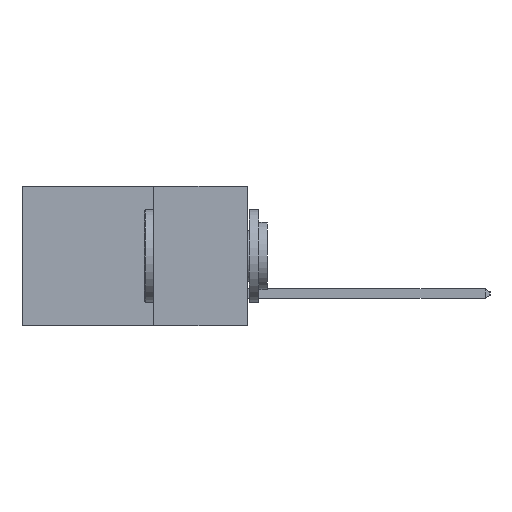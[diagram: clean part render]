
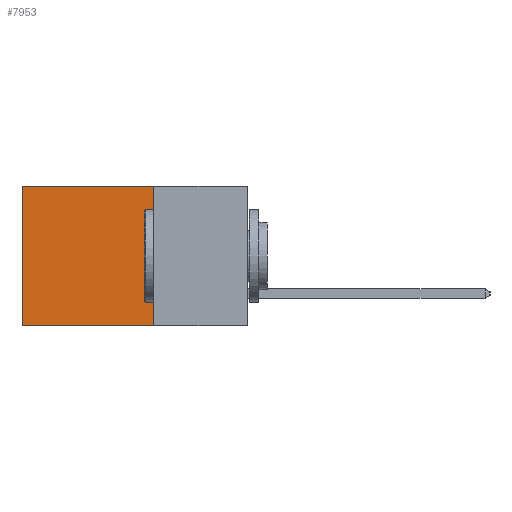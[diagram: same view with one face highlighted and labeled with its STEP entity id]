
A CAD part, left-side view. The second image highlights one B-rep face of the part: STEP entity #7953.
In plain terms, the highlighted planar face has unit normal (-1, 0, 0).
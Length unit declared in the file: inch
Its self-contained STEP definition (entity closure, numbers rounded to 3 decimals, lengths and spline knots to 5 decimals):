
#225 = CARTESIAN_POINT ( 'NONE',  ( 0.298, 0.25, -0.37 ) ) ;
#516 = VERTEX_POINT ( 'NONE', #1748 ) ;
#572 = VERTEX_POINT ( 'NONE', #225 ) ;
#1698 = VECTOR ( 'NONE', #5235, 39.37008 ) ;
#1748 = CARTESIAN_POINT ( 'NONE',  ( 0.298, 0.6, -0.37 ) ) ;
#1752 = VECTOR ( 'NONE', #10869, 39.37008 ) ;
#2517 = CARTESIAN_POINT ( 'NONE',  ( 0.298, 0.25, 0. ) ) ;
#2649 = VECTOR ( 'NONE', #2947, 39.37008 ) ;
#2947 = DIRECTION ( 'NONE',  ( 0., 0., -1. ) ) ;
#3989 = EDGE_CURVE ( 'NONE', #6477, #572, #13268, .T. ) ;
#4115 = VERTEX_POINT ( 'NONE', #16821 ) ;
#4365 = CARTESIAN_POINT ( 'NONE',  ( 0.298, 0.6, 0. ) ) ;
#4460 = CARTESIAN_POINT ( 'NONE',  ( 0.298, 0.25, 0. ) ) ;
#4861 = VECTOR ( 'NONE', #9236, 39.37008 ) ;
#5235 = DIRECTION ( 'NONE',  ( 0., 1., 0. ) ) ;
#6432 = EDGE_CURVE ( 'NONE', #4115, #516, #13344, .T. ) ;
#6477 = VERTEX_POINT ( 'NONE', #2517 ) ;
#6860 = ORIENTED_EDGE ( 'NONE', *, *, #6432, .T. ) ;
#7142 = ORIENTED_EDGE ( 'NONE', *, *, #10392, .T. ) ;
#7953 = ADVANCED_FACE ( 'NONE', ( #10377 ), #14702, .F. ) ;
#8459 = EDGE_LOOP ( 'NONE', ( #6860, #16257, #9736, #7142 ) ) ;
#9236 = DIRECTION ( 'NONE',  ( 0., 1., 0. ) ) ;
#9736 = ORIENTED_EDGE ( 'NONE', *, *, #3989, .F. ) ;
#10377 = FACE_OUTER_BOUND ( 'NONE', #8459, .T. ) ;
#10392 = EDGE_CURVE ( 'NONE', #6477, #4115, #11992, .T. ) ;
#10548 = CARTESIAN_POINT ( 'NONE',  ( 0.298, 0.25, 0. ) ) ;
#10578 = CARTESIAN_POINT ( 'NONE',  ( 0.298, 0.25, -0.37 ) ) ;
#10869 = DIRECTION ( 'NONE',  ( 0., 0., -1. ) ) ;
#11992 = LINE ( 'NONE', #10548, #4861 ) ;
#12402 = LINE ( 'NONE', #10578, #1698 ) ;
#12582 = EDGE_CURVE ( 'NONE', #572, #516, #12402, .T. ) ;
#13046 = AXIS2_PLACEMENT_3D ( 'NONE', #14429, #14409, #14382 ) ;
#13268 = LINE ( 'NONE', #4460, #1752 ) ;
#13344 = LINE ( 'NONE', #4365, #2649 ) ;
#14382 = DIRECTION ( 'NONE',  ( 0., 0., -1. ) ) ;
#14409 = DIRECTION ( 'NONE',  ( 1., 0., 0. ) ) ;
#14429 = CARTESIAN_POINT ( 'NONE',  ( 0.298, 0.25, 0. ) ) ;
#14702 = PLANE ( 'NONE',  #13046 ) ;
#16257 = ORIENTED_EDGE ( 'NONE', *, *, #12582, .F. ) ;
#16821 = CARTESIAN_POINT ( 'NONE',  ( 0.298, 0.6, 0. ) ) ;
